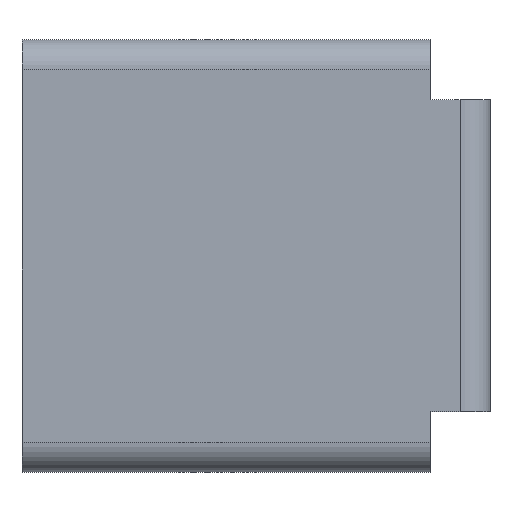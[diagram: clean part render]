
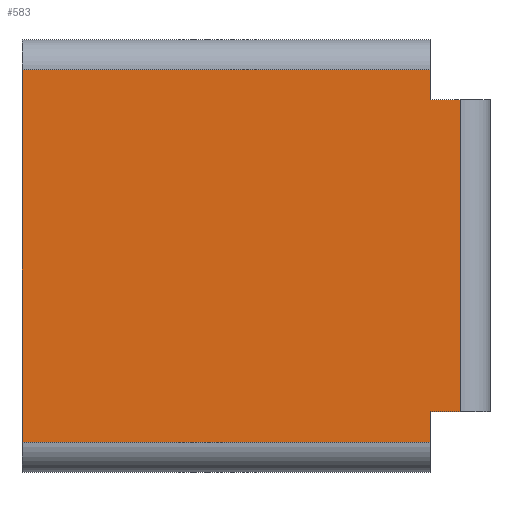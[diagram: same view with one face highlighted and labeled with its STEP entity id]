
A CAD part, front view. The second image highlights one B-rep face of the part: STEP entity #583.
In plain terms, the highlighted planar face has unit normal (0, -1, 0).
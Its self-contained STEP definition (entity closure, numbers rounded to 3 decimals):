
#29=PLANE('',#657);
#59=FACE_OUTER_BOUND('',#89,.T.);
#89=EDGE_LOOP('',(#517,#518,#519,#520,#521,#522,#523,#524));
#122=LINE('',#920,#182);
#130=LINE('',#949,#190);
#135=LINE('',#961,#195);
#141=LINE('',#973,#201);
#142=LINE('',#977,#202);
#148=LINE('',#993,#208);
#150=LINE('',#996,#210);
#151=LINE('',#997,#211);
#182=VECTOR('',#746,10.);
#190=VECTOR('',#772,10.);
#195=VECTOR('',#783,10.);
#201=VECTOR('',#795,10.);
#202=VECTOR('',#800,10.);
#208=VECTOR('',#818,10.);
#210=VECTOR('',#822,10.);
#211=VECTOR('',#823,10.);
#267=VERTEX_POINT('',#917);
#268=VERTEX_POINT('',#919);
#279=VERTEX_POINT('',#946);
#280=VERTEX_POINT('',#948);
#284=VERTEX_POINT('',#960);
#287=VERTEX_POINT('',#971);
#288=VERTEX_POINT('',#975);
#292=VERTEX_POINT('',#992);
#335=EDGE_CURVE('',#268,#267,#122,.T.);
#349=EDGE_CURVE('',#279,#280,#130,.T.);
#355=EDGE_CURVE('',#284,#280,#135,.T.);
#362=EDGE_CURVE('',#287,#268,#141,.T.);
#364=EDGE_CURVE('',#288,#267,#142,.T.);
#372=EDGE_CURVE('',#292,#287,#148,.T.);
#374=EDGE_CURVE('',#279,#292,#150,.T.);
#375=EDGE_CURVE('',#288,#284,#151,.T.);
#517=ORIENTED_EDGE('',*,*,#349,.F.);
#518=ORIENTED_EDGE('',*,*,#374,.T.);
#519=ORIENTED_EDGE('',*,*,#372,.T.);
#520=ORIENTED_EDGE('',*,*,#362,.T.);
#521=ORIENTED_EDGE('',*,*,#335,.T.);
#522=ORIENTED_EDGE('',*,*,#364,.F.);
#523=ORIENTED_EDGE('',*,*,#375,.T.);
#524=ORIENTED_EDGE('',*,*,#355,.T.);
#583=ADVANCED_FACE('',(#59),#29,.F.);
#657=AXIS2_PLACEMENT_3D('',#995,#820,#821);
#746=DIRECTION('',(0.,0.,-1.));
#772=DIRECTION('',(0.,0.,-1.));
#783=DIRECTION('',(1.,0.,0.));
#795=DIRECTION('',(-1.,0.,0.));
#800=DIRECTION('',(-1.,0.,0.));
#818=DIRECTION('',(0.,0.,1.));
#820=DIRECTION('center_axis',(0.,1.,0.));
#821=DIRECTION('ref_axis',(0.,0.,1.));
#822=DIRECTION('',(-1.,0.,0.));
#823=DIRECTION('',(0.,0.,1.));
#917=CARTESIAN_POINT('',(-3.9,0.,-1.551));
#919=CARTESIAN_POINT('',(-3.9,0.,1.55));
#920=CARTESIAN_POINT('',(-3.9,0.,1.85));
#946=CARTESIAN_POINT('',(-0.25,0.,1.3));
#948=CARTESIAN_POINT('',(-0.25,0.,-1.3));
#949=CARTESIAN_POINT('',(-0.25,0.,0.65));
#960=CARTESIAN_POINT('',(-0.5,0.,-1.3));
#961=CARTESIAN_POINT('',(-0.5,0.,-1.3));
#971=CARTESIAN_POINT('',(-0.5,0.,1.55));
#973=CARTESIAN_POINT('',(-3.9,0.,1.55));
#975=CARTESIAN_POINT('',(-0.5,0.,-1.551));
#977=CARTESIAN_POINT('',(-3.9,0.,-1.551));
#992=CARTESIAN_POINT('',(-0.5,0.,1.3));
#993=CARTESIAN_POINT('',(-0.5,0.,1.3));
#995=CARTESIAN_POINT('Origin',(-1.986,0.,0.));
#996=CARTESIAN_POINT('',(0.,0.,1.3));
#997=CARTESIAN_POINT('',(-0.5,0.,-1.85));
